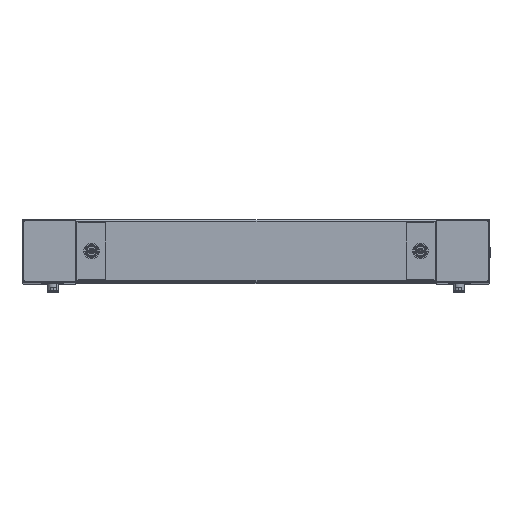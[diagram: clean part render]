
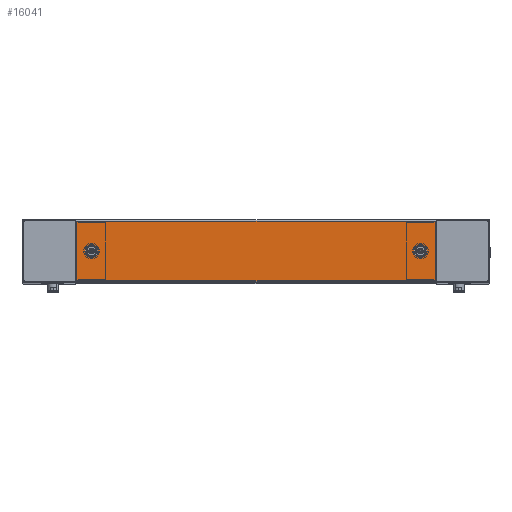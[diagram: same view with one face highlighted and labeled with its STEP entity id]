
A CAD part, top view. The second image highlights one B-rep face of the part: STEP entity #16041.
In plain terms, the highlighted face is planar.
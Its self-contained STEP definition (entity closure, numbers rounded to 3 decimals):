
#2084 = CARTESIAN_POINT ( 'NONE',  ( 263.5, 0., 0. ) ) ;
#2086 = DIRECTION ( 'NONE',  ( 0., 0., -1. ) ) ;
#2087 = DIRECTION ( 'NONE',  ( -1., 0., 0. ) ) ;
#2091 = CARTESIAN_POINT ( 'NONE',  ( -263.5, 0., 0. ) ) ;
#2092 = DIRECTION ( 'NONE',  ( 0., 0., 1. ) ) ;
#2093 = DIRECTION ( 'NONE',  ( 1., 0., 0. ) ) ;
#2130 = CARTESIAN_POINT ( 'NONE',  ( 289., 48., 0. ) ) ;
#2131 = DIRECTION ( 'NONE',  ( 0., 1., 0. ) ) ;
#2149 = CARTESIAN_POINT ( 'NONE',  ( 289., -47.9, 0. ) ) ;
#2152 = CARTESIAN_POINT ( 'NONE',  ( -263.5, 0., 0. ) ) ;
#2153 = DIRECTION ( 'NONE',  ( 0., 0., 1. ) ) ;
#2154 = DIRECTION ( 'NONE',  ( 1., 0., 0. ) ) ;
#2155 = CARTESIAN_POINT ( 'NONE',  ( -289., 48., 0. ) ) ;
#2156 = DIRECTION ( 'NONE',  ( 0., -1., 0. ) ) ;
#2157 = CARTESIAN_POINT ( 'NONE',  ( -289., 47.9, 0. ) ) ;
#2158 = DIRECTION ( 'NONE',  ( -1., 0., 0. ) ) ;
#2159 = DIRECTION ( 'NONE',  ( 1., 0., 0. ) ) ;
#2163 = CARTESIAN_POINT ( 'NONE',  ( 263.5, 0., 0. ) ) ;
#2164 = DIRECTION ( 'NONE',  ( 0., 0., -1. ) ) ;
#2165 = DIRECTION ( 'NONE',  ( -1., 0., 0. ) ) ;
#2757 = CIRCLE ( 'NONE', #24945, 10. ) ;
#2766 = VECTOR ( 'NONE', #2159, 1000. ) ;
#2768 = VECTOR ( 'NONE', #2158, 1000. ) ;
#2769 = CIRCLE ( 'NONE', #24944, 10. ) ;
#2770 = LINE ( 'NONE', #2149, #2768 ) ;
#2773 = LINE ( 'NONE', #2157, #2766 ) ;
#2775 = VECTOR ( 'NONE', #2156, 1000. ) ;
#2776 = LINE ( 'NONE', #2155, #2775 ) ;
#2795 = VECTOR ( 'NONE', #2131, 1000. ) ;
#2801 = LINE ( 'NONE', #2130, #2795 ) ;
#2815 = CIRCLE ( 'NONE', #25211, 10. ) ;
#2818 = CIRCLE ( 'NONE', #25193, 10. ) ;
#3979 = FACE_BOUND ( 'NONE', #13127, .T. ) ;
#3985 = FACE_OUTER_BOUND ( 'NONE', #13426, .T. ) ;
#3988 = FACE_BOUND ( 'NONE', #13429, .T. ) ;
#8419 = VERTEX_POINT ( 'NONE', #19457 ) ;
#8611 = VERTEX_POINT ( 'NONE', #19649 ) ;
#8623 = VERTEX_POINT ( 'NONE', #19661 ) ;
#8624 = VERTEX_POINT ( 'NONE', #19662 ) ;
#8637 = VERTEX_POINT ( 'NONE', #19675 ) ;
#8639 = VERTEX_POINT ( 'NONE', #19677 ) ;
#8652 = VERTEX_POINT ( 'NONE', #19690 ) ;
#8701 = VERTEX_POINT ( 'NONE', #19739 ) ;
#11937 = ORIENTED_EDGE ( 'NONE', *, *, #18843, .T. ) ;
#11938 = ORIENTED_EDGE ( 'NONE', *, *, #18831, .F. ) ;
#12090 = ORIENTED_EDGE ( 'NONE', *, *, #18841, .T. ) ;
#12091 = ORIENTED_EDGE ( 'NONE', *, *, #18844, .T. ) ;
#12092 = ORIENTED_EDGE ( 'NONE', *, *, #18814, .F. ) ;
#12244 = ORIENTED_EDGE ( 'NONE', *, *, #18816, .T. ) ;
#12245 = ORIENTED_EDGE ( 'NONE', *, *, #18842, .F. ) ;
#12246 = ORIENTED_EDGE ( 'NONE', *, *, #18846, .F. ) ;
#12444 = CARTESIAN_POINT ( 'NONE',  ( -289., -48., 0. ) ) ;
#12449 = PLANE ( 'NONE',  #23856 ) ;
#12450 = DIRECTION ( 'NONE',  ( 0., 0., 1. ) ) ;
#12451 = DIRECTION ( 'NONE',  ( 1., 0., 0. ) ) ;
#13127 = EDGE_LOOP ( 'NONE', ( #12246, #12092 ) ) ;
#13426 = EDGE_LOOP ( 'NONE', ( #11937, #12245, #12091, #11938 ) ) ;
#13429 = EDGE_LOOP ( 'NONE', ( #12244, #12090 ) ) ;
#16041 = ADVANCED_FACE ( 'NONE', ( #3988, #3985, #3979 ), #12449, .F. ) ;
#18814 = EDGE_CURVE ( 'NONE', #8701, #8637, #2818, .T. ) ;
#18816 = EDGE_CURVE ( 'NONE', #8419, #8639, #2815, .T. ) ;
#18831 = EDGE_CURVE ( 'NONE', #8623, #8611, #2801, .T. ) ;
#18841 = EDGE_CURVE ( 'NONE', #8639, #8419, #2769, .T. ) ;
#18842 = EDGE_CURVE ( 'NONE', #8652, #8624, #2776, .T. ) ;
#18843 = EDGE_CURVE ( 'NONE', #8623, #8624, #2770, .T. ) ;
#18844 = EDGE_CURVE ( 'NONE', #8652, #8611, #2773, .T. ) ;
#18846 = EDGE_CURVE ( 'NONE', #8637, #8701, #2757, .T. ) ;
#19457 = CARTESIAN_POINT ( 'NONE',  ( -253.5, 0., 0. ) ) ;
#19649 = CARTESIAN_POINT ( 'NONE',  ( 289., 47.9, 0. ) ) ;
#19661 = CARTESIAN_POINT ( 'NONE',  ( 289., -47.9, 0. ) ) ;
#19662 = CARTESIAN_POINT ( 'NONE',  ( -289., -47.9, 0. ) ) ;
#19675 = CARTESIAN_POINT ( 'NONE',  ( 253.5, 0., 0. ) ) ;
#19677 = CARTESIAN_POINT ( 'NONE',  ( -273.5, 0., 0. ) ) ;
#19690 = CARTESIAN_POINT ( 'NONE',  ( -289., 47.9, 0. ) ) ;
#19739 = CARTESIAN_POINT ( 'NONE',  ( 273.5, 0., 0. ) ) ;
#23856 = AXIS2_PLACEMENT_3D ( 'NONE', #12444, #12450, #12451 ) ;
#24944 = AXIS2_PLACEMENT_3D ( 'NONE', #2152, #2153, #2154 ) ;
#24945 = AXIS2_PLACEMENT_3D ( 'NONE', #2163, #2164, #2165 ) ;
#25193 = AXIS2_PLACEMENT_3D ( 'NONE', #2084, #2086, #2087 ) ;
#25211 = AXIS2_PLACEMENT_3D ( 'NONE', #2091, #2092, #2093 ) ;
